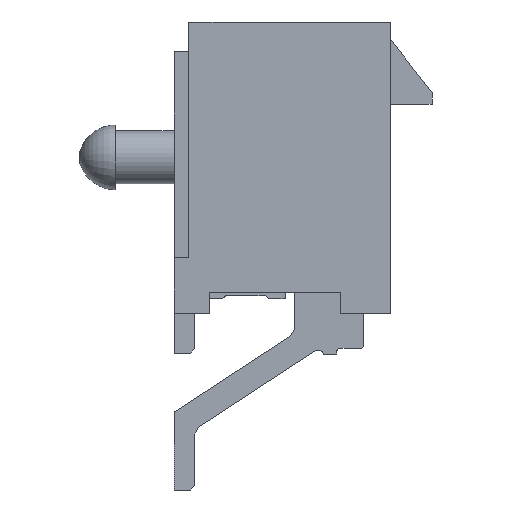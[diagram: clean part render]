
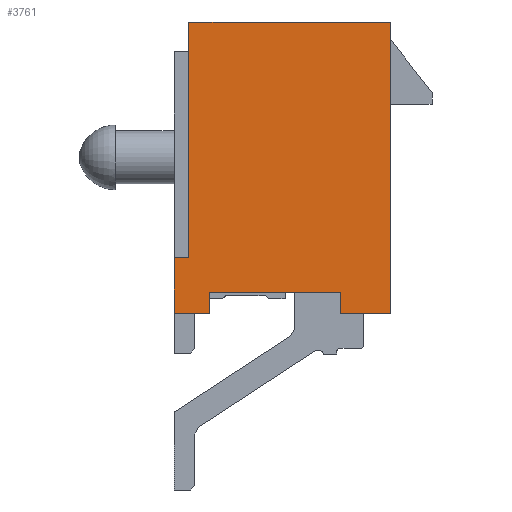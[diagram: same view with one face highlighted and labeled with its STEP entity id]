
A CAD part, left-side view. The second image highlights one B-rep face of the part: STEP entity #3761.
In plain terms, the highlighted planar face has unit normal (-1, 0, 0).
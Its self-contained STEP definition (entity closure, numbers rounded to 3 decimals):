
#366=ORIENTED_EDGE('',*,*,#1435,.F.);
#367=ORIENTED_EDGE('',*,*,#1436,.T.);
#368=ORIENTED_EDGE('',*,*,#1331,.T.);
#369=ORIENTED_EDGE('',*,*,#1263,.T.);
#370=ORIENTED_EDGE('',*,*,#1256,.T.);
#371=ORIENTED_EDGE('',*,*,#1427,.T.);
#372=ORIENTED_EDGE('',*,*,#1414,.T.);
#373=ORIENTED_EDGE('',*,*,#1437,.F.);
#374=ORIENTED_EDGE('',*,*,#1438,.T.);
#375=ORIENTED_EDGE('',*,*,#1389,.T.);
#1256=EDGE_CURVE('',#1809,#1808,#2179,.T.);
#1263=EDGE_CURVE('',#1815,#1809,#2186,.T.);
#1331=EDGE_CURVE('',#1877,#1815,#2253,.T.);
#1389=EDGE_CURVE('',#1930,#1929,#2310,.T.);
#1414=EDGE_CURVE('',#1949,#1948,#2335,.T.);
#1427=EDGE_CURVE('',#1808,#1949,#2348,.T.);
#1435=EDGE_CURVE('',#1959,#1929,#2356,.T.);
#1436=EDGE_CURVE('',#1959,#1877,#2357,.T.);
#1437=EDGE_CURVE('',#1960,#1948,#2358,.T.);
#1438=EDGE_CURVE('',#1960,#1930,#2359,.T.);
#1808=VERTEX_POINT('',#5289);
#1809=VERTEX_POINT('',#5291);
#1815=VERTEX_POINT('',#5305);
#1877=VERTEX_POINT('',#5439);
#1929=VERTEX_POINT('',#5556);
#1930=VERTEX_POINT('',#5558);
#1948=VERTEX_POINT('',#5601);
#1949=VERTEX_POINT('',#5603);
#1959=VERTEX_POINT('',#5637);
#1960=VERTEX_POINT('',#5640);
#2179=LINE('',#5290,#2700);
#2186=LINE('',#5304,#2707);
#2253=LINE('',#5442,#2774);
#2310=LINE('',#5557,#2831);
#2335=LINE('',#5602,#2856);
#2348=LINE('',#5625,#2869);
#2356=LINE('',#5636,#2877);
#2357=LINE('',#5638,#2878);
#2358=LINE('',#5639,#2879);
#2359=LINE('',#5641,#2880);
#2700=VECTOR('',#4269,1000.);
#2707=VECTOR('',#4278,1000.);
#2774=VECTOR('',#4359,1000.);
#2831=VECTOR('',#4430,1000.);
#2856=VECTOR('',#4457,1000.);
#2869=VECTOR('',#4472,1000.);
#2877=VECTOR('',#4484,1000.);
#2878=VECTOR('',#4485,1000.);
#2879=VECTOR('',#4486,1000.);
#2880=VECTOR('',#4487,1000.);
#3197=EDGE_LOOP('',(#366,#367,#368,#369,#370,#371,#372,#373,#374,#375));
#3394=FACE_BOUND('',#3197,.T.);
#3586=PLANE('',#3993);
#3761=ADVANCED_FACE('',(#3394),#3586,.T.);
#3993=AXIS2_PLACEMENT_3D('',#5635,#4482,#4483);
#4269=DIRECTION('',(0.,0.,1.));
#4278=DIRECTION('',(0.,-1.,0.));
#4359=DIRECTION('',(0.,0.,-1.));
#4430=DIRECTION('',(0.,-1.,0.));
#4457=DIRECTION('',(0.,0.,-1.));
#4472=DIRECTION('',(0.,1.,0.));
#4482=DIRECTION('',(-1.,0.,0.));
#4483=DIRECTION('',(0.,0.,1.));
#4484=DIRECTION('',(0.,0.,-1.));
#4485=DIRECTION('',(0.,-1.,0.));
#4486=DIRECTION('',(0.,-1.,0.));
#4487=DIRECTION('',(0.,0.,-1.));
#5289=CARTESIAN_POINT('',(-3.35,-3.43,4.95));
#5290=CARTESIAN_POINT('',(-3.35,-3.43,-4.95));
#5291=CARTESIAN_POINT('',(-3.35,-3.43,-4.95));
#5304=CARTESIAN_POINT('',(-3.35,3.43,-4.95));
#5305=CARTESIAN_POINT('',(-3.35,-1.73,-4.95));
#5439=CARTESIAN_POINT('',(-3.35,-1.73,-4.25));
#5442=CARTESIAN_POINT('',(-3.35,-1.73,-3.95));
#5556=CARTESIAN_POINT('',(-3.35,2.73,-4.95));
#5557=CARTESIAN_POINT('',(-3.35,3.43,-4.95));
#5558=CARTESIAN_POINT('',(-3.35,3.93,-4.95));
#5601=CARTESIAN_POINT('',(-3.35,3.43,-3.05));
#5602=CARTESIAN_POINT('',(-3.35,3.43,4.95));
#5603=CARTESIAN_POINT('',(-3.35,3.43,4.95));
#5625=CARTESIAN_POINT('',(-3.35,-3.43,4.95));
#5635=CARTESIAN_POINT('',(-3.35,0.,0.));
#5636=CARTESIAN_POINT('',(-3.35,2.73,-3.95));
#5637=CARTESIAN_POINT('',(-3.35,2.73,-4.25));
#5638=CARTESIAN_POINT('',(-3.35,2.73,-4.25));
#5639=CARTESIAN_POINT('',(-3.35,3.93,-3.05));
#5640=CARTESIAN_POINT('',(-3.35,3.93,-3.05));
#5641=CARTESIAN_POINT('',(-3.35,3.93,-3.05));
